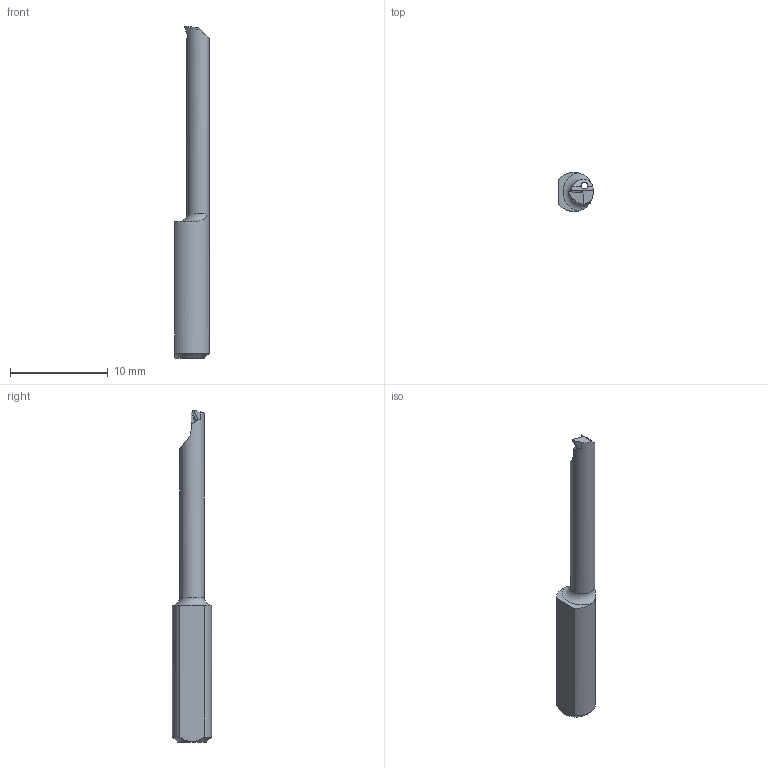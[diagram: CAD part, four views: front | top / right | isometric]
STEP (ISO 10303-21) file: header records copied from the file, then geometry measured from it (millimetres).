
FILE_DESCRIPTION (( 'STEP AP203' ), '1' );
FILE_NAME ('LP55.3-20.step', '2024-05-27T07:31:05', ( '' ), ( '' ), 'SwSTEP 2.0', 'SolidWorks 2022', '' );
FILE_SCHEMA (( 'CONFIG_CONTROL_DESIGN' ));
Length unit declared in the file: millimetre
Products named in the file (1): LP55.3-20
Bounding box: 3.55 x 4 x 34 mm (x, y, z)
Volume: 237.6 mm3; surface area: 403.6 mm2
Topology: 1 solids, 1 shells, 21 faces, 61 edges, 39 vertices
Faces by surface type: plane 10, cylinder 6, torus 2, bspline 2, cone 1
Full cylindrical faces by diameter (mm): 0.7 x1
Entity records: 817 total; most frequent: CARTESIAN_POINT 270, ORIENTED_EDGE 112, DIRECTION 79, EDGE_CURVE 56, VERTEX_POINT 37, AXIS2_PLACEMENT_3D 29, EDGE_LOOP 23, FACE_OUTER_BOUND 22
